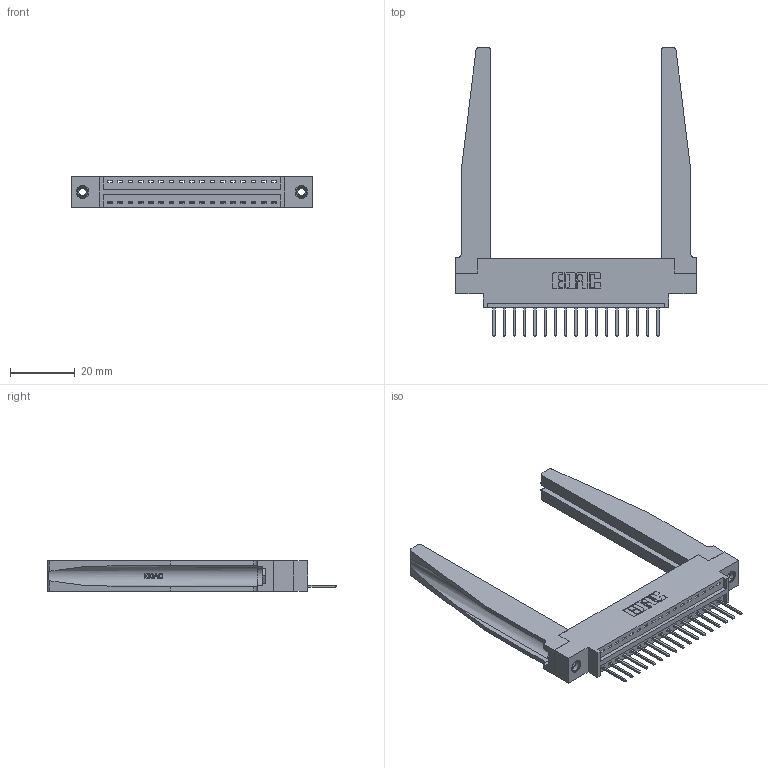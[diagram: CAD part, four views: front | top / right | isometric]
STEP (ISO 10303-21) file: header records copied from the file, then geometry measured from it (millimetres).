
FILE_DESCRIPTION (( 'STEP AP203' ), '1' );
FILE_NAME ('346-017-526-678.STEP', '2022-05-05T13:08:37', ( '' ), ( '' ), 'SwSTEP 2.0', 'SolidWorks 2020', '' );
FILE_SCHEMA (( 'CONFIG_CONTROL_DESIGN' ));
Length unit declared in the file: inch
Products named in the file (5): 345-250-001_345-250-001-102; 346-017-526-678; 346 Part_0.170 Offset - 0.156 Dia-TH; 346-220-078_345-220-078; 345-292-001_345-293-126
Assembly tree (22 placements, depth 2):
  346-017-526-678
    346 Part_0.170 Offset - 0.156 Dia-TH
    345-292-001_345-293-126  x17
    346-220-078_345-220-078  x2
    345-250-001_345-250-001-102  x2
Bounding box: 74.55 x 89.41 x 9.4 mm (x, y, z)
Volume: 13686.4 mm3; surface area: 14917.4 mm2
Topology: 22 solids, 22 shells, 1360 faces, 3977 edges, 2618 vertices
Faces by surface type: plane 916, cylinder 392, bspline 36, cone 12, torus 4
Entity records: 19230 total; most frequent: CARTESIAN_POINT 4220, ORIENTED_EDGE 3058, DIRECTION 2737, EDGE_CURVE 1529, LINE 1235, VECTOR 1235, VERTEX_POINT 1012, AXIS2_PLACEMENT_3D 751
